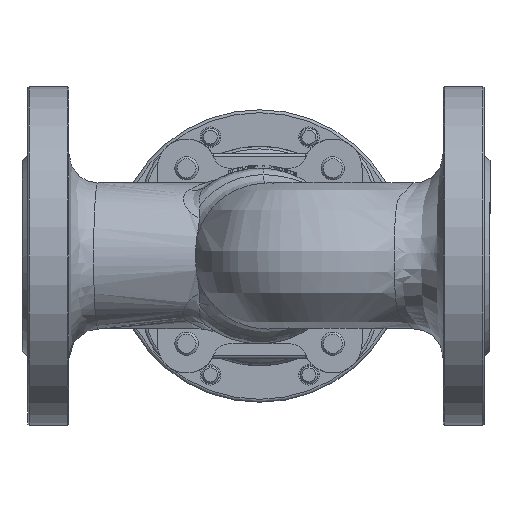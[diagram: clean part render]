
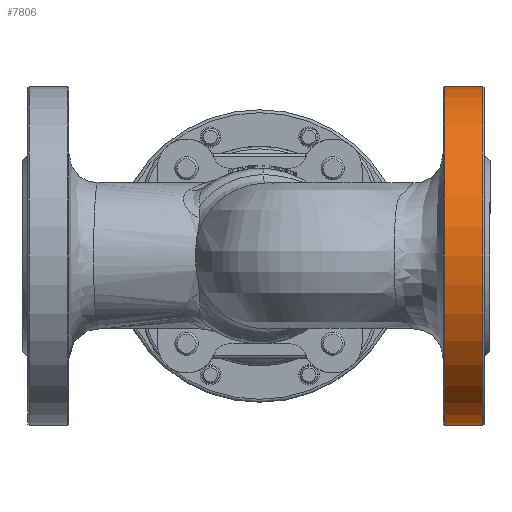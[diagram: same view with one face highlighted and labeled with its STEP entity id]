
A CAD part, front view. The second image highlights one B-rep face of the part: STEP entity #7806.
In plain terms, the highlighted cylindrical face has radius 58 mm (diameter 116 mm), a full revolution.
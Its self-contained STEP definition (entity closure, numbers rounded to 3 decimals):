
#893=FACE_OUTER_BOUND('',#1422,.T.);
#1422=EDGE_LOOP('',(#6545,#6546,#6547,#6548,#6549,#6550));
#1986=LINE('',#19832,#2392);
#2392=VECTOR('',#10830,58.);
#2898=CIRCLE('',#8819,58.);
#2899=CIRCLE('',#8820,58.);
#2900=CIRCLE('',#8822,58.);
#2901=CIRCLE('',#8823,58.);
#3555=VERTEX_POINT('',#19825);
#3556=VERTEX_POINT('',#19827);
#3557=VERTEX_POINT('',#19831);
#3558=VERTEX_POINT('',#19833);
#4569=EDGE_CURVE('',#3556,#3555,#2898,.T.);
#4570=EDGE_CURVE('',#3555,#3556,#2899,.T.);
#4571=EDGE_CURVE('',#3556,#3557,#1986,.T.);
#4572=EDGE_CURVE('',#3557,#3558,#2900,.T.);
#4573=EDGE_CURVE('',#3558,#3557,#2901,.T.);
#6545=ORIENTED_EDGE('',*,*,#4570,.T.);
#6546=ORIENTED_EDGE('',*,*,#4571,.T.);
#6547=ORIENTED_EDGE('',*,*,#4572,.T.);
#6548=ORIENTED_EDGE('',*,*,#4573,.T.);
#6549=ORIENTED_EDGE('',*,*,#4571,.F.);
#6550=ORIENTED_EDGE('',*,*,#4569,.T.);
#7047=CYLINDRICAL_SURFACE('',#8821,58.);
#7806=ADVANCED_FACE('',(#893),#7047,.T.);
#8819=AXIS2_PLACEMENT_3D('',#19828,#10824,#10825);
#8820=AXIS2_PLACEMENT_3D('',#19829,#10826,#10827);
#8821=AXIS2_PLACEMENT_3D('',#19830,#10828,#10829);
#8822=AXIS2_PLACEMENT_3D('',#19834,#10831,#10832);
#8823=AXIS2_PLACEMENT_3D('',#19835,#10833,#10834);
#10824=DIRECTION('center_axis',(1.,0.,0.));
#10825=DIRECTION('ref_axis',(0.,0.,1.));
#10826=DIRECTION('center_axis',(1.,0.,0.));
#10827=DIRECTION('ref_axis',(0.,0.,1.));
#10828=DIRECTION('center_axis',(1.,0.,0.));
#10829=DIRECTION('ref_axis',(0.,0.,-1.));
#10830=DIRECTION('',(1.,0.,0.));
#10831=DIRECTION('center_axis',(-1.,0.,0.));
#10832=DIRECTION('ref_axis',(0.,0.,1.));
#10833=DIRECTION('center_axis',(-1.,0.,0.));
#10834=DIRECTION('ref_axis',(0.,0.,1.));
#19825=CARTESIAN_POINT('',(144.5,0.,-58.));
#19827=CARTESIAN_POINT('',(144.5,0.,58.));
#19828=CARTESIAN_POINT('Origin',(144.5,0.,0.));
#19829=CARTESIAN_POINT('Origin',(144.5,0.,0.));
#19830=CARTESIAN_POINT('Origin',(158.,0.,0.));
#19831=CARTESIAN_POINT('',(157.5,0.,58.));
#19832=CARTESIAN_POINT('',(158.,0.,58.));
#19833=CARTESIAN_POINT('',(157.5,0.,-58.));
#19834=CARTESIAN_POINT('Origin',(157.5,0.,0.));
#19835=CARTESIAN_POINT('Origin',(157.5,0.,0.));
